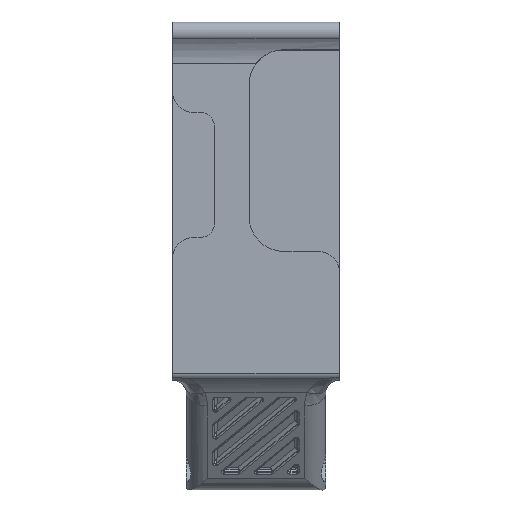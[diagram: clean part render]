
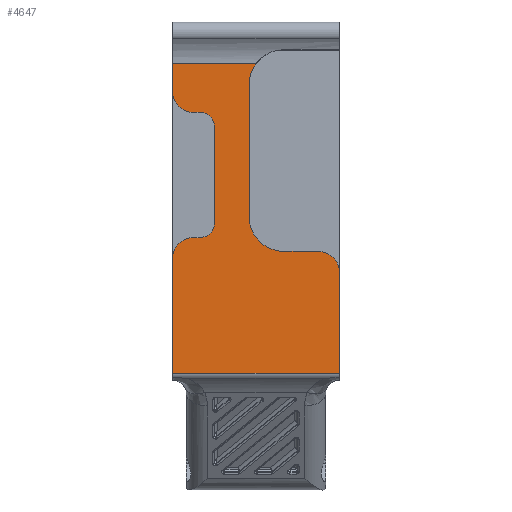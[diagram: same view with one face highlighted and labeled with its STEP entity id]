
A CAD part, top view. The second image highlights one B-rep face of the part: STEP entity #4647.
In plain terms, the highlighted planar face has unit normal (0, 0, 1).
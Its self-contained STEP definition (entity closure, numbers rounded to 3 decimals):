
#122 = VERTEX_POINT ( 'NONE', #6220 ) ;
#155 = LINE ( 'NONE', #8007, #1154 ) ;
#184 = VERTEX_POINT ( 'NONE', #2317 ) ;
#205 = AXIS2_PLACEMENT_3D ( 'NONE', #2928, #7423, #2984 ) ;
#261 = VECTOR ( 'NONE', #7446, 1000. ) ;
#266 = VERTEX_POINT ( 'NONE', #3718 ) ;
#368 = ORIENTED_EDGE ( 'NONE', *, *, #1735, .T. ) ;
#407 = ORIENTED_EDGE ( 'NONE', *, *, #6946, .F. ) ;
#441 = DIRECTION ( 'NONE',  ( 0., 0., 1. ) ) ;
#506 = VECTOR ( 'NONE', #6598, 1000. ) ;
#524 = ORIENTED_EDGE ( 'NONE', *, *, #582, .F. ) ;
#531 = ORIENTED_EDGE ( 'NONE', *, *, #1478, .T. ) ;
#582 = EDGE_CURVE ( 'NONE', #6004, #184, #7997, .T. ) ;
#668 = DIRECTION ( 'NONE',  ( 0., 1., 0. ) ) ;
#697 = AXIS2_PLACEMENT_3D ( 'NONE', #7855, #2752, #3400 ) ;
#766 = ORIENTED_EDGE ( 'NONE', *, *, #1120, .T. ) ;
#797 = ORIENTED_EDGE ( 'NONE', *, *, #1076, .T. ) ;
#809 = VERTEX_POINT ( 'NONE', #1469 ) ;
#854 = CARTESIAN_POINT ( 'NONE',  ( 21.5, 22.5, 14.75 ) ) ;
#856 = ORIENTED_EDGE ( 'NONE', *, *, #5551, .F. ) ;
#897 = ORIENTED_EDGE ( 'NONE', *, *, #944, .T. ) ;
#919 = ORIENTED_EDGE ( 'NONE', *, *, #1858, .T. ) ;
#944 = EDGE_CURVE ( 'NONE', #6004, #7872, #6501, .T. ) ;
#997 = CARTESIAN_POINT ( 'NONE',  ( 10.5, -7.5, 14.75 ) ) ;
#1006 = EDGE_CURVE ( 'NONE', #7361, #7303, #1833, .T. ) ;
#1050 = VECTOR ( 'NONE', #7375, 1000. ) ;
#1076 = EDGE_CURVE ( 'NONE', #4702, #5771, #2354, .T. ) ;
#1120 = EDGE_CURVE ( 'NONE', #5771, #122, #155, .T. ) ;
#1154 = VECTOR ( 'NONE', #6162, 1000. ) ;
#1187 = VECTOR ( 'NONE', #6738, 1000. ) ;
#1217 = EDGE_CURVE ( 'NONE', #122, #4616, #4626, .T. ) ;
#1225 = CARTESIAN_POINT ( 'NONE',  ( 13.5, 13.5, 14.75 ) ) ;
#1307 = EDGE_CURVE ( 'NONE', #266, #2743, #2848, .T. ) ;
#1469 = CARTESIAN_POINT ( 'NONE',  ( 16.5, -2.5, 14.75 ) ) ;
#1477 = DIRECTION ( 'NONE',  ( 0., 1., 0. ) ) ;
#1478 = EDGE_CURVE ( 'NONE', #2743, #184, #5812, .T. ) ;
#1558 = CARTESIAN_POINT ( 'NONE',  ( 10.5, -24., 14.75 ) ) ;
#1735 = EDGE_CURVE ( 'NONE', #8172, #4074, #7482, .T. ) ;
#1833 = CIRCLE ( 'NONE', #3881, 2. ) ;
#1858 = EDGE_CURVE ( 'NONE', #4074, #6855, #4020, .T. ) ;
#2010 = EDGE_LOOP ( 'NONE', ( #4973, #531, #524, #897, #2940, #797, #766, #5491, #4317, #407, #5876, #856, #2315, #2640, #368, #919, #2593 ) ) ;
#2130 = AXIS2_PLACEMENT_3D ( 'NONE', #2847, #4744, #1477 ) ;
#2165 = CARTESIAN_POINT ( 'NONE',  ( 10.5, 16.5, 14.75 ) ) ;
#2227 = PLANE ( 'NONE',  #2130 ) ;
#2315 = ORIENTED_EDGE ( 'NONE', *, *, #4888, .T. ) ;
#2317 = CARTESIAN_POINT ( 'NONE',  ( 31.5, -6.5, 14.75 ) ) ;
#2354 = CIRCLE ( 'NONE', #205, 5. ) ;
#2412 = DIRECTION ( 'NONE',  ( 0., 0., -1. ) ) ;
#2593 = ORIENTED_EDGE ( 'NONE', *, *, #6585, .T. ) ;
#2640 = ORIENTED_EDGE ( 'NONE', *, *, #4623, .F. ) ;
#2743 = VERTEX_POINT ( 'NONE', #6345 ) ;
#2752 = DIRECTION ( 'NONE',  ( 0., 0., 1. ) ) ;
#2839 = DIRECTION ( 'NONE',  ( 0., 1., 0. ) ) ;
#2847 = CARTESIAN_POINT ( 'NONE',  ( 45., 25., 14.75 ) ) ;
#2848 = LINE ( 'NONE', #4178, #4326 ) ;
#2893 = DIRECTION ( 'NONE',  ( 0., 1., 0. ) ) ;
#2928 = CARTESIAN_POINT ( 'NONE',  ( 26.5, 17.5, 14.75 ) ) ;
#2933 = AXIS2_PLACEMENT_3D ( 'NONE', #4403, #3733, #3187 ) ;
#2940 = ORIENTED_EDGE ( 'NONE', *, *, #5030, .F. ) ;
#2984 = DIRECTION ( 'NONE',  ( 0., 1., 0. ) ) ;
#3000 = VECTOR ( 'NONE', #7248, 1000. ) ;
#3055 = DIRECTION ( 'NONE',  ( 0., 1., 0. ) ) ;
#3187 = DIRECTION ( 'NONE',  ( 0., 1., 0. ) ) ;
#3400 = DIRECTION ( 'NONE',  ( 0., 1., 0. ) ) ;
#3418 = CARTESIAN_POINT ( 'NONE',  ( 0., -4.5, 14.75 ) ) ;
#3466 = CARTESIAN_POINT ( 'NONE',  ( 21.5, 17.5, 14.75 ) ) ;
#3511 = CARTESIAN_POINT ( 'NONE',  ( 10.5, 25., 14.75 ) ) ;
#3539 = DIRECTION ( 'NONE',  ( 0., -1., 0. ) ) ;
#3616 = DIRECTION ( 'NONE',  ( 0., 0., -1. ) ) ;
#3629 = CARTESIAN_POINT ( 'NONE',  ( 45., -6.5, 14.75 ) ) ;
#3718 = CARTESIAN_POINT ( 'NONE',  ( 34.5, -24., 14.75 ) ) ;
#3733 = DIRECTION ( 'NONE',  ( 0., 0., 1. ) ) ;
#3881 = AXIS2_PLACEMENT_3D ( 'NONE', #5648, #2412, #3055 ) ;
#4020 = LINE ( 'NONE', #7312, #1050 ) ;
#4074 = VERTEX_POINT ( 'NONE', #997 ) ;
#4159 = LINE ( 'NONE', #7407, #1187 ) ;
#4178 = CARTESIAN_POINT ( 'NONE',  ( 34.5, 25., 14.75 ) ) ;
#4198 = CARTESIAN_POINT ( 'NONE',  ( 16.5, 13.5, 14.75 ) ) ;
#4205 = DIRECTION ( 'NONE',  ( 0., 1., 0. ) ) ;
#4228 = VECTOR ( 'NONE', #3539, 1000. ) ;
#4317 = ORIENTED_EDGE ( 'NONE', *, *, #7490, .T. ) ;
#4326 = VECTOR ( 'NONE', #2839, 1000. ) ;
#4403 = CARTESIAN_POINT ( 'NONE',  ( 31.5, -9.5, 14.75 ) ) ;
#4467 = DIRECTION ( 'NONE',  ( 0., 0., -1. ) ) ;
#4616 = VERTEX_POINT ( 'NONE', #2165 ) ;
#4623 = EDGE_CURVE ( 'NONE', #8172, #4832, #5368, .T. ) ;
#4626 = LINE ( 'NONE', #3511, #4228 ) ;
#4647 = ADVANCED_FACE ( 'NONE', ( #4767 ), #2227, .F. ) ;
#4702 = VERTEX_POINT ( 'NONE', #3466 ) ;
#4744 = DIRECTION ( 'NONE',  ( 0., 0., -1. ) ) ;
#4767 = FACE_OUTER_BOUND ( 'NONE', #2010, .T. ) ;
#4832 = VERTEX_POINT ( 'NONE', #8099 ) ;
#4888 = EDGE_CURVE ( 'NONE', #809, #4832, #7841, .T. ) ;
#4959 = AXIS2_PLACEMENT_3D ( 'NONE', #6349, #4467, #668 ) ;
#4973 = ORIENTED_EDGE ( 'NONE', *, *, #1307, .T. ) ;
#5030 = EDGE_CURVE ( 'NONE', #4702, #7872, #5574, .T. ) ;
#5344 = LINE ( 'NONE', #6838, #7103 ) ;
#5368 = LINE ( 'NONE', #3418, #3000 ) ;
#5421 = CARTESIAN_POINT ( 'NONE',  ( 22.5, 20.5, 14.75 ) ) ;
#5491 = ORIENTED_EDGE ( 'NONE', *, *, #1217, .T. ) ;
#5551 = EDGE_CURVE ( 'NONE', #809, #7303, #7335, .T. ) ;
#5574 = LINE ( 'NONE', #854, #6062 ) ;
#5615 = DIRECTION ( 'NONE',  ( -1., 0., 0. ) ) ;
#5643 = CARTESIAN_POINT ( 'NONE',  ( 21.5, -1.5, 14.75 ) ) ;
#5648 = CARTESIAN_POINT ( 'NONE',  ( 14.5, 11.5, 14.75 ) ) ;
#5753 = CIRCLE ( 'NONE', #6348, 3. ) ;
#5771 = VERTEX_POINT ( 'NONE', #5421 ) ;
#5812 = CIRCLE ( 'NONE', #2933, 3. ) ;
#5848 = DIRECTION ( 'NONE',  ( 0., -1., 0. ) ) ;
#5876 = ORIENTED_EDGE ( 'NONE', *, *, #1006, .T. ) ;
#5912 = CARTESIAN_POINT ( 'NONE',  ( 26.5, -6.5, 14.75 ) ) ;
#5914 = CARTESIAN_POINT ( 'NONE',  ( 14.5, 13.5, 14.75 ) ) ;
#6004 = VERTEX_POINT ( 'NONE', #5912 ) ;
#6062 = VECTOR ( 'NONE', #5848, 1000. ) ;
#6162 = DIRECTION ( 'NONE',  ( -1., 0., 0. ) ) ;
#6220 = CARTESIAN_POINT ( 'NONE',  ( 10.5, 20.5, 14.75 ) ) ;
#6345 = CARTESIAN_POINT ( 'NONE',  ( 34.5, -9.5, 14.75 ) ) ;
#6348 = AXIS2_PLACEMENT_3D ( 'NONE', #7393, #441, #2893 ) ;
#6349 = CARTESIAN_POINT ( 'NONE',  ( 14.5, -2.5, 14.75 ) ) ;
#6501 = CIRCLE ( 'NONE', #6878, 5. ) ;
#6585 = EDGE_CURVE ( 'NONE', #6855, #266, #4159, .T. ) ;
#6598 = DIRECTION ( 'NONE',  ( 0., 1., 0. ) ) ;
#6738 = DIRECTION ( 'NONE',  ( 1., 0., 0. ) ) ;
#6838 = CARTESIAN_POINT ( 'NONE',  ( 0., 13.5, 14.75 ) ) ;
#6855 = VERTEX_POINT ( 'NONE', #1558 ) ;
#6874 = CARTESIAN_POINT ( 'NONE',  ( 13.5, -4.5, 14.75 ) ) ;
#6878 = AXIS2_PLACEMENT_3D ( 'NONE', #7994, #3616, #4205 ) ;
#6946 = EDGE_CURVE ( 'NONE', #7361, #7020, #5344, .T. ) ;
#7020 = VERTEX_POINT ( 'NONE', #1225 ) ;
#7103 = VECTOR ( 'NONE', #5615, 1000. ) ;
#7154 = CARTESIAN_POINT ( 'NONE',  ( 16.5, 11.5, 14.75 ) ) ;
#7248 = DIRECTION ( 'NONE',  ( 1., 0., 0. ) ) ;
#7303 = VERTEX_POINT ( 'NONE', #7154 ) ;
#7312 = CARTESIAN_POINT ( 'NONE',  ( 10.5, 25., 14.75 ) ) ;
#7335 = LINE ( 'NONE', #4198, #506 ) ;
#7361 = VERTEX_POINT ( 'NONE', #5914 ) ;
#7375 = DIRECTION ( 'NONE',  ( 0., -1., 0. ) ) ;
#7393 = CARTESIAN_POINT ( 'NONE',  ( 13.5, 16.5, 14.75 ) ) ;
#7407 = CARTESIAN_POINT ( 'NONE',  ( 45., -24., 14.75 ) ) ;
#7423 = DIRECTION ( 'NONE',  ( 0., 0., -1. ) ) ;
#7446 = DIRECTION ( 'NONE',  ( 1., 0., 0. ) ) ;
#7482 = CIRCLE ( 'NONE', #697, 3. ) ;
#7490 = EDGE_CURVE ( 'NONE', #4616, #7020, #5753, .T. ) ;
#7841 = CIRCLE ( 'NONE', #4959, 2. ) ;
#7855 = CARTESIAN_POINT ( 'NONE',  ( 13.5, -7.5, 14.75 ) ) ;
#7872 = VERTEX_POINT ( 'NONE', #5643 ) ;
#7994 = CARTESIAN_POINT ( 'NONE',  ( 26.5, -1.5, 14.75 ) ) ;
#7997 = LINE ( 'NONE', #3629, #261 ) ;
#8007 = CARTESIAN_POINT ( 'NONE',  ( 45., 20.5, 14.75 ) ) ;
#8099 = CARTESIAN_POINT ( 'NONE',  ( 14.5, -4.5, 14.75 ) ) ;
#8172 = VERTEX_POINT ( 'NONE', #6874 ) ;
